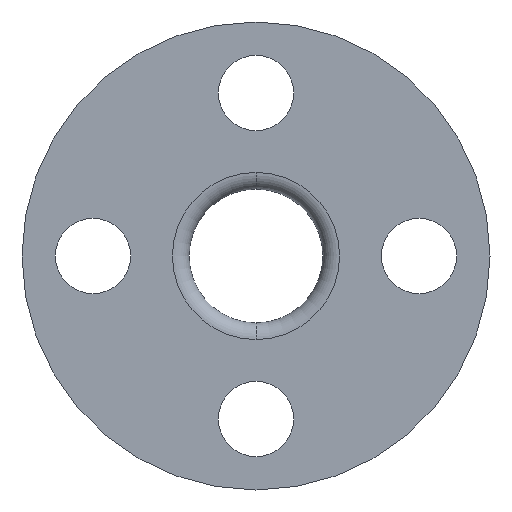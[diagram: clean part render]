
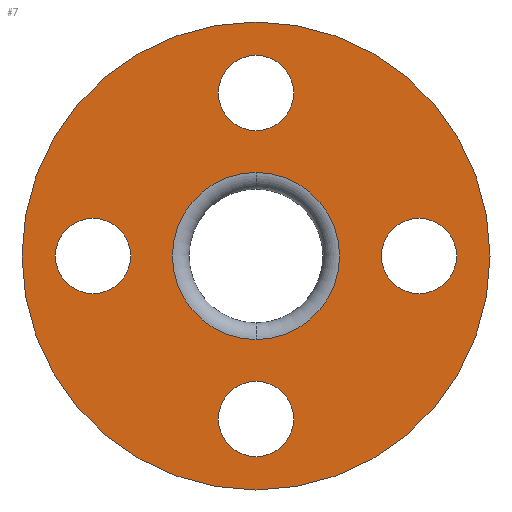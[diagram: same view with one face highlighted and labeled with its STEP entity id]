
A CAD part, left-side view. The second image highlights one B-rep face of the part: STEP entity #7.
In plain terms, the highlighted planar face has unit normal (-1, 0, 0).
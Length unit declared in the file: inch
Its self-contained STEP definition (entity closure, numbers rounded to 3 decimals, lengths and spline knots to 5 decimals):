
#4 = DIRECTION ( 'NONE',  ( -1., 0., 0. ) ) ;
#7 = ADVANCED_FACE ( 'NONE', ( #303, #31, #132, #83, #708, #648 ), #252, .T. ) ;
#13 = CARTESIAN_POINT ( 'NONE',  ( 0.29986, 0., 1.875 ) ) ;
#17 = EDGE_CURVE ( 'NONE', #690, #540, #242, .T. ) ;
#21 = DIRECTION ( 'NONE',  ( -1., 0., 0. ) ) ;
#31 = FACE_BOUND ( 'NONE', #654, .T. ) ;
#43 = VERTEX_POINT ( 'NONE', #13 ) ;
#53 = ORIENTED_EDGE ( 'NONE', *, *, #526, .F. ) ;
#63 = DIRECTION ( 'NONE',  ( 0., -1., 0. ) ) ;
#71 = AXIS2_PLACEMENT_3D ( 'NONE', #297, #21, #713 ) ;
#74 = EDGE_CURVE ( 'NONE', #463, #275, #422, .T. ) ;
#79 = AXIS2_PLACEMENT_3D ( 'NONE', #476, #141, #362 ) ;
#81 = DIRECTION ( 'NONE',  ( 0., 0., 1. ) ) ;
#82 = CARTESIAN_POINT ( 'NONE',  ( 0.29986, 2.4375, -0.5625 ) ) ;
#83 = FACE_BOUND ( 'NONE', #383, .T. ) ;
#89 = AXIS2_PLACEMENT_3D ( 'NONE', #328, #224, #493 ) ;
#95 = VERTEX_POINT ( 'NONE', #604 ) ;
#96 = CARTESIAN_POINT ( 'NONE',  ( 0.29986, 0., 3. ) ) ;
#100 = CARTESIAN_POINT ( 'NONE',  ( 0.29986, -2.4375, 0.5625 ) ) ;
#109 = CARTESIAN_POINT ( 'NONE',  ( 0.29986, 0., -3. ) ) ;
#117 = EDGE_CURVE ( 'NONE', #275, #463, #254, .T. ) ;
#124 = CARTESIAN_POINT ( 'NONE',  ( 0.29986, 2.4375, 0. ) ) ;
#125 = EDGE_LOOP ( 'NONE', ( #431, #553 ) ) ;
#132 = FACE_BOUND ( 'NONE', #688, .T. ) ;
#135 = DIRECTION ( 'NONE',  ( 1., 0., 0. ) ) ;
#138 = AXIS2_PLACEMENT_3D ( 'NONE', #467, #598, #697 ) ;
#141 = DIRECTION ( 'NONE',  ( -1., 0., 0. ) ) ;
#148 = DIRECTION ( 'NONE',  ( -1., 0., 0. ) ) ;
#151 = AXIS2_PLACEMENT_3D ( 'NONE', #674, #170, #63 ) ;
#169 = CARTESIAN_POINT ( 'NONE',  ( 0.29986, 0., 3.5 ) ) ;
#170 = DIRECTION ( 'NONE',  ( -1., 0., 0. ) ) ;
#171 = VERTEX_POINT ( 'NONE', #434 ) ;
#182 = ORIENTED_EDGE ( 'NONE', *, *, #496, .T. ) ;
#186 = AXIS2_PLACEMENT_3D ( 'NONE', #124, #445, #726 ) ;
#188 = EDGE_CURVE ( 'NONE', #540, #690, #366, .T. ) ;
#189 = DIRECTION ( 'NONE',  ( -1., 0., 0. ) ) ;
#201 = ORIENTED_EDGE ( 'NONE', *, *, #522, .F. ) ;
#206 = CARTESIAN_POINT ( 'NONE',  ( 0.29986, 0., 0. ) ) ;
#207 = EDGE_CURVE ( 'NONE', #43, #479, #668, .T. ) ;
#213 = VERTEX_POINT ( 'NONE', #109 ) ;
#214 = CARTESIAN_POINT ( 'NONE',  ( 0.29986, 0., -3.5 ) ) ;
#224 = DIRECTION ( 'NONE',  ( -1., 0., 0. ) ) ;
#226 = VERTEX_POINT ( 'NONE', #503 ) ;
#234 = CIRCLE ( 'NONE', #520, 0.5625 ) ;
#242 = CIRCLE ( 'NONE', #570, 3.5 ) ;
#252 = PLANE ( 'NONE',  #436 ) ;
#254 = CIRCLE ( 'NONE', #186, 0.5625 ) ;
#255 = CIRCLE ( 'NONE', #343, 1.25 ) ;
#264 = CIRCLE ( 'NONE', #560, 0.5625 ) ;
#268 = EDGE_CURVE ( 'NONE', #479, #43, #264, .T. ) ;
#269 = ORIENTED_EDGE ( 'NONE', *, *, #391, .F. ) ;
#275 = VERTEX_POINT ( 'NONE', #397 ) ;
#284 = EDGE_LOOP ( 'NONE', ( #182, #706 ) ) ;
#297 = CARTESIAN_POINT ( 'NONE',  ( 0.29986, -2.4375, 0. ) ) ;
#303 = FACE_BOUND ( 'NONE', #636, .T. ) ;
#309 = ORIENTED_EDGE ( 'NONE', *, *, #207, .F. ) ;
#317 = DIRECTION ( 'NONE',  ( -1., 0., 0. ) ) ;
#318 = DIRECTION ( 'NONE',  ( -1., 0., 0. ) ) ;
#321 = ORIENTED_EDGE ( 'NONE', *, *, #74, .F. ) ;
#328 = CARTESIAN_POINT ( 'NONE',  ( 0.29986, 0., 0. ) ) ;
#339 = DIRECTION ( 'NONE',  ( 0., -1., 0. ) ) ;
#343 = AXIS2_PLACEMENT_3D ( 'NONE', #640, #135, #81 ) ;
#362 = DIRECTION ( 'NONE',  ( 0., 1., 0. ) ) ;
#364 = DIRECTION ( 'NONE',  ( 0., 0., 1. ) ) ;
#366 = CIRCLE ( 'NONE', #89, 3.5 ) ;
#383 = EDGE_LOOP ( 'NONE', ( #455, #321 ) ) ;
#386 = EDGE_CURVE ( 'NONE', #494, #95, #255, .T. ) ;
#391 = EDGE_CURVE ( 'NONE', #588, #226, #392, .T. ) ;
#392 = CIRCLE ( 'NONE', #71, 0.5625 ) ;
#397 = CARTESIAN_POINT ( 'NONE',  ( 0.29986, 2.4375, 0.5625 ) ) ;
#417 = CARTESIAN_POINT ( 'NONE',  ( 0.29986, 0., -1.25 ) ) ;
#422 = CIRCLE ( 'NONE', #642, 0.5625 ) ;
#431 = ORIENTED_EDGE ( 'NONE', *, *, #17, .T. ) ;
#434 = CARTESIAN_POINT ( 'NONE',  ( 0.29986, 0., -1.875 ) ) ;
#436 = AXIS2_PLACEMENT_3D ( 'NONE', #472, #148, #364 ) ;
#444 = DIRECTION ( 'NONE',  ( 0., 1., 0. ) ) ;
#445 = DIRECTION ( 'NONE',  ( -1., 0., 0. ) ) ;
#455 = ORIENTED_EDGE ( 'NONE', *, *, #117, .F. ) ;
#463 = VERTEX_POINT ( 'NONE', #82 ) ;
#467 = CARTESIAN_POINT ( 'NONE',  ( 0.29986, 0., 0. ) ) ;
#472 = CARTESIAN_POINT ( 'NONE',  ( 0.29986, 0., 0. ) ) ;
#476 = CARTESIAN_POINT ( 'NONE',  ( 0.29986, 0., -2.4375 ) ) ;
#479 = VERTEX_POINT ( 'NONE', #96 ) ;
#480 = DIRECTION ( 'NONE',  ( 0., 0., -1. ) ) ;
#488 = CIRCLE ( 'NONE', #633, 0.5625 ) ;
#493 = DIRECTION ( 'NONE',  ( 0., 0., 1. ) ) ;
#494 = VERTEX_POINT ( 'NONE', #417 ) ;
#496 = EDGE_CURVE ( 'NONE', #95, #494, #571, .T. ) ;
#503 = CARTESIAN_POINT ( 'NONE',  ( 0.29986, -2.4375, -0.5625 ) ) ;
#506 = CARTESIAN_POINT ( 'NONE',  ( 0.29986, 0., 2.4375 ) ) ;
#508 = DIRECTION ( 'NONE',  ( 0., 0., 1. ) ) ;
#520 = AXIS2_PLACEMENT_3D ( 'NONE', #717, #317, #444 ) ;
#522 = EDGE_CURVE ( 'NONE', #171, #213, #579, .T. ) ;
#526 = EDGE_CURVE ( 'NONE', #226, #588, #488, .T. ) ;
#538 = DIRECTION ( 'NONE',  ( -1., 0., 0. ) ) ;
#540 = VERTEX_POINT ( 'NONE', #214 ) ;
#543 = EDGE_CURVE ( 'NONE', #213, #171, #234, .T. ) ;
#546 = ORIENTED_EDGE ( 'NONE', *, *, #543, .F. ) ;
#553 = ORIENTED_EDGE ( 'NONE', *, *, #188, .T. ) ;
#560 = AXIS2_PLACEMENT_3D ( 'NONE', #506, #189, #339 ) ;
#570 = AXIS2_PLACEMENT_3D ( 'NONE', #206, #318, #612 ) ;
#571 = CIRCLE ( 'NONE', #138, 1.25 ) ;
#579 = CIRCLE ( 'NONE', #79, 0.5625 ) ;
#588 = VERTEX_POINT ( 'NONE', #100 ) ;
#589 = CARTESIAN_POINT ( 'NONE',  ( 0.29986, -2.4375, 0. ) ) ;
#598 = DIRECTION ( 'NONE',  ( 1., 0., 0. ) ) ;
#604 = CARTESIAN_POINT ( 'NONE',  ( 0.29986, 0., 1.25 ) ) ;
#612 = DIRECTION ( 'NONE',  ( 0., 0., 1. ) ) ;
#633 = AXIS2_PLACEMENT_3D ( 'NONE', #589, #538, #480 ) ;
#636 = EDGE_LOOP ( 'NONE', ( #728, #309 ) ) ;
#640 = CARTESIAN_POINT ( 'NONE',  ( 0.29986, 0., 0. ) ) ;
#642 = AXIS2_PLACEMENT_3D ( 'NONE', #681, #4, #508 ) ;
#648 = FACE_OUTER_BOUND ( 'NONE', #125, .T. ) ;
#654 = EDGE_LOOP ( 'NONE', ( #269, #53 ) ) ;
#668 = CIRCLE ( 'NONE', #151, 0.5625 ) ;
#674 = CARTESIAN_POINT ( 'NONE',  ( 0.29986, 0., 2.4375 ) ) ;
#681 = CARTESIAN_POINT ( 'NONE',  ( 0.29986, 2.4375, 0. ) ) ;
#688 = EDGE_LOOP ( 'NONE', ( #201, #546 ) ) ;
#690 = VERTEX_POINT ( 'NONE', #169 ) ;
#697 = DIRECTION ( 'NONE',  ( 0., 0., 1. ) ) ;
#706 = ORIENTED_EDGE ( 'NONE', *, *, #386, .T. ) ;
#708 = FACE_BOUND ( 'NONE', #284, .T. ) ;
#713 = DIRECTION ( 'NONE',  ( 0., 0., -1. ) ) ;
#717 = CARTESIAN_POINT ( 'NONE',  ( 0.29986, 0., -2.4375 ) ) ;
#726 = DIRECTION ( 'NONE',  ( 0., 0., 1. ) ) ;
#728 = ORIENTED_EDGE ( 'NONE', *, *, #268, .F. ) ;
